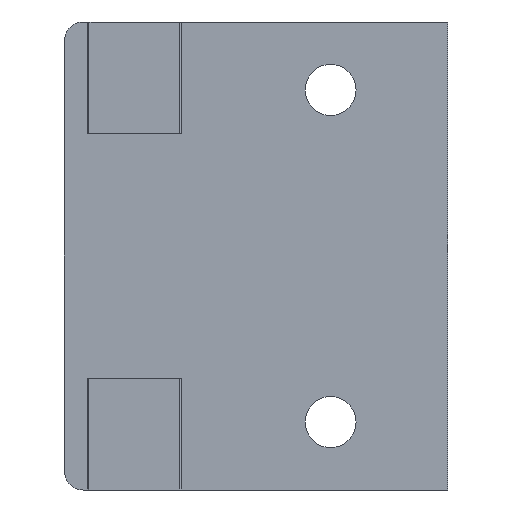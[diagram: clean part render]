
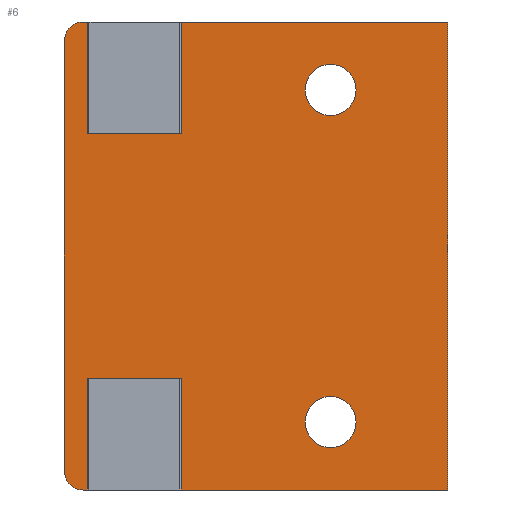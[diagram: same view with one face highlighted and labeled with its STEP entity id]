
A CAD part, front view. The second image highlights one B-rep face of the part: STEP entity #6.
In plain terms, the highlighted planar face has unit normal (0, -1, 0).
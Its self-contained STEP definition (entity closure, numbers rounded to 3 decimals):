
#6 = ADVANCED_FACE ( 'NONE', ( #242, #728, #467 ), #426, .F. ) ;
#21 = EDGE_LOOP ( 'NONE', ( #209, #135 ) ) ;
#24 = AXIS2_PLACEMENT_3D ( 'NONE', #275, #698, #1011 ) ;
#39 = CARTESIAN_POINT ( 'NONE',  ( -13.5, 9.5, -57. ) ) ;
#83 = VERTEX_POINT ( 'NONE', #298 ) ;
#85 = CARTESIAN_POINT ( 'NONE',  ( -12.4, 9.5, 62. ) ) ;
#87 = VERTEX_POINT ( 'NONE', #727 ) ;
#102 = DIRECTION ( 'NONE',  ( 0., 0., 1. ) ) ;
#106 = EDGE_CURVE ( 'NONE', #279, #468, #977, .T. ) ;
#121 = CARTESIAN_POINT ( 'NONE',  ( 12.4, 9.5, 62. ) ) ;
#123 = EDGE_CURVE ( 'NONE', #179, #1353, #618, .T. ) ;
#133 = CARTESIAN_POINT ( 'NONE',  ( -12.4, 9.5, -32.5 ) ) ;
#135 = ORIENTED_EDGE ( 'NONE', *, *, #322, .F. ) ;
#136 = EDGE_CURVE ( 'NONE', #1353, #1035, #393, .T. ) ;
#138 = DIRECTION ( 'NONE',  ( 0., 0., -1. ) ) ;
#147 = AXIS2_PLACEMENT_3D ( 'NONE', #396, #810, #891 ) ;
#149 = LINE ( 'NONE', #849, #938 ) ;
#151 = CARTESIAN_POINT ( 'NONE',  ( -13.5, 9.5, -62. ) ) ;
#160 = LINE ( 'NONE', #1266, #758 ) ;
#169 = ORIENTED_EDGE ( 'NONE', *, *, #136, .F. ) ;
#176 = DIRECTION ( 'NONE',  ( 1., 0., 0. ) ) ;
#179 = VERTEX_POINT ( 'NONE', #844 ) ;
#186 = LINE ( 'NONE', #1081, #865 ) ;
#192 = ORIENTED_EDGE ( 'NONE', *, *, #774, .F. ) ;
#209 = ORIENTED_EDGE ( 'NONE', *, *, #106, .F. ) ;
#210 = EDGE_CURVE ( 'NONE', #809, #323, #791, .T. ) ;
#212 = VERTEX_POINT ( 'NONE', #328 ) ;
#213 = DIRECTION ( 'NONE',  ( 0., 0., 1. ) ) ;
#219 = LINE ( 'NONE', #661, #440 ) ;
#220 = CIRCLE ( 'NONE', #24, 6.75 ) ;
#221 = ORIENTED_EDGE ( 'NONE', *, *, #123, .F. ) ;
#233 = VECTOR ( 'NONE', #1062, 1000. ) ;
#234 = CARTESIAN_POINT ( 'NONE',  ( -13.5, 9.5, 57. ) ) ;
#236 = EDGE_CURVE ( 'NONE', #433, #809, #160, .T. ) ;
#242 = FACE_OUTER_BOUND ( 'NONE', #795, .T. ) ;
#275 = CARTESIAN_POINT ( 'NONE',  ( 52., 9.5, -44. ) ) ;
#279 = VERTEX_POINT ( 'NONE', #1184 ) ;
#294 = ORIENTED_EDGE ( 'NONE', *, *, #1007, .F. ) ;
#298 = CARTESIAN_POINT ( 'NONE',  ( 52., 9.5, -37.25 ) ) ;
#302 = ORIENTED_EDGE ( 'NONE', *, *, #1041, .F. ) ;
#314 = CIRCLE ( 'NONE', #1142, 5. ) ;
#315 = EDGE_CURVE ( 'NONE', #87, #179, #329, .T. ) ;
#322 = EDGE_CURVE ( 'NONE', #468, #279, #1128, .T. ) ;
#323 = VERTEX_POINT ( 'NONE', #1193 ) ;
#324 = DIRECTION ( 'NONE',  ( 1., 0., 0. ) ) ;
#328 = CARTESIAN_POINT ( 'NONE',  ( -12.4, 9.5, -62. ) ) ;
#329 = LINE ( 'NONE', #1294, #420 ) ;
#331 = EDGE_CURVE ( 'NONE', #212, #1224, #219, .T. ) ;
#338 = DIRECTION ( 'NONE',  ( 0., 1., 0. ) ) ;
#339 = VECTOR ( 'NONE', #324, 1000. ) ;
#379 = CARTESIAN_POINT ( 'NONE',  ( 83., 9.5, -62. ) ) ;
#387 = LINE ( 'NONE', #85, #1084 ) ;
#393 = LINE ( 'NONE', #121, #667 ) ;
#396 = CARTESIAN_POINT ( 'NONE',  ( 52., 9.5, -44. ) ) ;
#420 = VECTOR ( 'NONE', #138, 1000. ) ;
#426 = PLANE ( 'NONE',  #989 ) ;
#433 = VERTEX_POINT ( 'NONE', #1221 ) ;
#440 = VECTOR ( 'NONE', #1097, 1000. ) ;
#447 = DIRECTION ( 'NONE',  ( 0., 0., -1. ) ) ;
#454 = DIRECTION ( 'NONE',  ( -1., 0., 0. ) ) ;
#467 = FACE_BOUND ( 'NONE', #21, .T. ) ;
#468 = VERTEX_POINT ( 'NONE', #708 ) ;
#474 = DIRECTION ( 'NONE',  ( 0., 1., 0. ) ) ;
#477 = ORIENTED_EDGE ( 'NONE', *, *, #1068, .F. ) ;
#558 = VERTEX_POINT ( 'NONE', #1341 ) ;
#560 = CIRCLE ( 'NONE', #147, 6.75 ) ;
#561 = CARTESIAN_POINT ( 'NONE',  ( 12., 9.5, 62. ) ) ;
#570 = DIRECTION ( 'NONE',  ( 0., 0., 1. ) ) ;
#577 = AXIS2_PLACEMENT_3D ( 'NONE', #1037, #917, #1250 ) ;
#596 = EDGE_LOOP ( 'NONE', ( #1288, #954 ) ) ;
#607 = ORIENTED_EDGE ( 'NONE', *, *, #331, .F. ) ;
#611 = DIRECTION ( 'NONE',  ( 0., 0., -1. ) ) ;
#613 = EDGE_CURVE ( 'NONE', #1095, #212, #387, .T. ) ;
#614 = EDGE_CURVE ( 'NONE', #788, #1013, #314, .T. ) ;
#618 = LINE ( 'NONE', #1279, #339 ) ;
#639 = DIRECTION ( 'NONE',  ( 0., 0., 1. ) ) ;
#650 = LINE ( 'NONE', #561, #668 ) ;
#653 = ORIENTED_EDGE ( 'NONE', *, *, #1202, .F. ) ;
#661 = CARTESIAN_POINT ( 'NONE',  ( 12., 9.5, -62. ) ) ;
#666 = CARTESIAN_POINT ( 'NONE',  ( -18.5, 9.5, -57. ) ) ;
#667 = VECTOR ( 'NONE', #639, 1000. ) ;
#668 = VECTOR ( 'NONE', #763, 1000. ) ;
#670 = DIRECTION ( 'NONE',  ( 0., 0., 1. ) ) ;
#681 = CARTESIAN_POINT ( 'NONE',  ( 52., 9.5, 44. ) ) ;
#698 = DIRECTION ( 'NONE',  ( 0., -1., 0. ) ) ;
#707 = VERTEX_POINT ( 'NONE', #968 ) ;
#708 = CARTESIAN_POINT ( 'NONE',  ( 52., 9.5, 37.25 ) ) ;
#727 = CARTESIAN_POINT ( 'NONE',  ( -12.4, 9.5, 62. ) ) ;
#728 = FACE_BOUND ( 'NONE', #596, .T. ) ;
#758 = VECTOR ( 'NONE', #447, 1000. ) ;
#763 = DIRECTION ( 'NONE',  ( 1., 0., 0. ) ) ;
#774 = EDGE_CURVE ( 'NONE', #323, #558, #186, .T. ) ;
#780 = AXIS2_PLACEMENT_3D ( 'NONE', #681, #856, #670 ) ;
#788 = VERTEX_POINT ( 'NONE', #1101 ) ;
#791 = LINE ( 'NONE', #840, #233 ) ;
#795 = EDGE_LOOP ( 'NONE', ( #192, #1196, #1146, #477, #169, #221, #1107, #1024, #973, #294, #653, #607, #1120, #302 ) ) ;
#809 = VERTEX_POINT ( 'NONE', #379 ) ;
#810 = DIRECTION ( 'NONE',  ( 0., -1., 0. ) ) ;
#814 = CIRCLE ( 'NONE', #1243, 5. ) ;
#840 = CARTESIAN_POINT ( 'NONE',  ( 12., 9.5, -62. ) ) ;
#844 = CARTESIAN_POINT ( 'NONE',  ( -12.4, 9.5, 32.5 ) ) ;
#847 = EDGE_CURVE ( 'NONE', #83, #707, #220, .T. ) ;
#849 = CARTESIAN_POINT ( 'NONE',  ( 12., 9.5, -32.5 ) ) ;
#856 = DIRECTION ( 'NONE',  ( 0., -1., 0. ) ) ;
#865 = VECTOR ( 'NONE', #570, 1000. ) ;
#891 = DIRECTION ( 'NONE',  ( 0., 0., 1. ) ) ;
#917 = DIRECTION ( 'NONE',  ( 0., -1., 0. ) ) ;
#920 = EDGE_CURVE ( 'NONE', #1013, #87, #1299, .T. ) ;
#927 = CARTESIAN_POINT ( 'NONE',  ( -18.5, 9.5, 62. ) ) ;
#938 = VECTOR ( 'NONE', #454, 1000. ) ;
#950 = VECTOR ( 'NONE', #176, 1000. ) ;
#954 = ORIENTED_EDGE ( 'NONE', *, *, #1337, .F. ) ;
#959 = CARTESIAN_POINT ( 'NONE',  ( -13.5, 9.5, 62. ) ) ;
#968 = CARTESIAN_POINT ( 'NONE',  ( 52., 9.5, -50.75 ) ) ;
#973 = ORIENTED_EDGE ( 'NONE', *, *, #614, .F. ) ;
#977 = CIRCLE ( 'NONE', #577, 6.75 ) ;
#989 = AXIS2_PLACEMENT_3D ( 'NONE', #1028, #1238, #213 ) ;
#1007 = EDGE_CURVE ( 'NONE', #1211, #788, #1317, .T. ) ;
#1011 = DIRECTION ( 'NONE',  ( 0., 0., 1. ) ) ;
#1013 = VERTEX_POINT ( 'NONE', #959 ) ;
#1024 = ORIENTED_EDGE ( 'NONE', *, *, #920, .F. ) ;
#1028 = CARTESIAN_POINT ( 'NONE',  ( 12., 9.5, 62. ) ) ;
#1035 = VERTEX_POINT ( 'NONE', #1066 ) ;
#1037 = CARTESIAN_POINT ( 'NONE',  ( 52., 9.5, 44. ) ) ;
#1041 = EDGE_CURVE ( 'NONE', #558, #1095, #149, .T. ) ;
#1062 = DIRECTION ( 'NONE',  ( -1., 0., 0. ) ) ;
#1066 = CARTESIAN_POINT ( 'NONE',  ( 12.4, 9.5, 62. ) ) ;
#1068 = EDGE_CURVE ( 'NONE', #1035, #433, #650, .T. ) ;
#1069 = DIRECTION ( 'NONE',  ( 0., 0., 1. ) ) ;
#1081 = CARTESIAN_POINT ( 'NONE',  ( 12.4, 9.5, 62. ) ) ;
#1084 = VECTOR ( 'NONE', #611, 1000. ) ;
#1095 = VERTEX_POINT ( 'NONE', #133 ) ;
#1097 = DIRECTION ( 'NONE',  ( -1., 0., 0. ) ) ;
#1101 = CARTESIAN_POINT ( 'NONE',  ( -18.5, 9.5, 57. ) ) ;
#1102 = DIRECTION ( 'NONE',  ( 0., 0., -1. ) ) ;
#1107 = ORIENTED_EDGE ( 'NONE', *, *, #315, .F. ) ;
#1120 = ORIENTED_EDGE ( 'NONE', *, *, #613, .F. ) ;
#1128 = CIRCLE ( 'NONE', #780, 6.75 ) ;
#1142 = AXIS2_PLACEMENT_3D ( 'NONE', #234, #338, #1069 ) ;
#1146 = ORIENTED_EDGE ( 'NONE', *, *, #236, .F. ) ;
#1150 = VECTOR ( 'NONE', #102, 1000. ) ;
#1184 = CARTESIAN_POINT ( 'NONE',  ( 52., 9.5, 50.75 ) ) ;
#1193 = CARTESIAN_POINT ( 'NONE',  ( 12.4, 9.5, -62. ) ) ;
#1196 = ORIENTED_EDGE ( 'NONE', *, *, #210, .F. ) ;
#1202 = EDGE_CURVE ( 'NONE', #1224, #1211, #814, .T. ) ;
#1210 = CARTESIAN_POINT ( 'NONE',  ( 12.4, 9.5, 32.5 ) ) ;
#1211 = VERTEX_POINT ( 'NONE', #666 ) ;
#1220 = CARTESIAN_POINT ( 'NONE',  ( 12., 9.5, 62. ) ) ;
#1221 = CARTESIAN_POINT ( 'NONE',  ( 83., 9.5, 62. ) ) ;
#1224 = VERTEX_POINT ( 'NONE', #151 ) ;
#1238 = DIRECTION ( 'NONE',  ( 0., 1., 0. ) ) ;
#1243 = AXIS2_PLACEMENT_3D ( 'NONE', #39, #474, #1102 ) ;
#1250 = DIRECTION ( 'NONE',  ( 0., 0., 1. ) ) ;
#1266 = CARTESIAN_POINT ( 'NONE',  ( 83., 9.5, 62. ) ) ;
#1279 = CARTESIAN_POINT ( 'NONE',  ( 12., 9.5, 32.5 ) ) ;
#1288 = ORIENTED_EDGE ( 'NONE', *, *, #847, .F. ) ;
#1294 = CARTESIAN_POINT ( 'NONE',  ( -12.4, 9.5, 62. ) ) ;
#1299 = LINE ( 'NONE', #1220, #950 ) ;
#1317 = LINE ( 'NONE', #927, #1150 ) ;
#1337 = EDGE_CURVE ( 'NONE', #707, #83, #560, .T. ) ;
#1341 = CARTESIAN_POINT ( 'NONE',  ( 12.4, 9.5, -32.5 ) ) ;
#1353 = VERTEX_POINT ( 'NONE', #1210 ) ;
